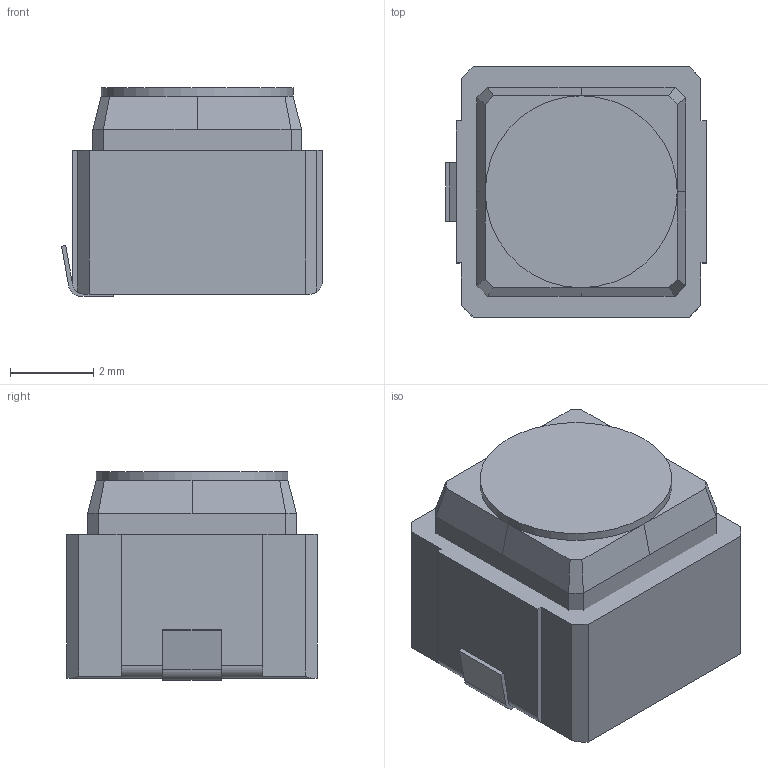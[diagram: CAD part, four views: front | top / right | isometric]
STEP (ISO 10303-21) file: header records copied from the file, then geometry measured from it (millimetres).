
FILE_DESCRIPTION(('FreeCAD Model'),'2;1');
FILE_NAME('Open CASCADE Shape Model','2024-10-08T18:20:01',(''),(''), 'Open CASCADE STEP processor 7.7','FreeCAD','Unknown');
FILE_SCHEMA(('AUTOMOTIVE_DESIGN { 1 0 10303 214 1 1 1 1 }'));
Length unit declared in the file: millimetre
Products named in the file (4): SW_Push_SPEH; Electrode left; Stator; Actor
Assembly tree (3 placements, depth 2):
  SW_Push_SPEH
    Electrode left
    Stator
    Actor
Bounding box: 6.25 x 6 x 5 mm (x, y, z)
Surface area: 278.8 mm2
Topology: 3 solids, 3 shells, 57 faces, 136 edges, 85 vertices
Faces by surface type: plane 40, bspline 12, cylinder 5
Full cylindrical faces by diameter (mm): 4.6 x1
Entity records: 1685 total; most frequent: CARTESIAN_POINT 338, ORIENTED_EDGE 272, DIRECTION 231, EDGE_CURVE 136, LINE 99, VECTOR 99, VERTEX_POINT 85, AXIS2_PLACEMENT_3D 66
